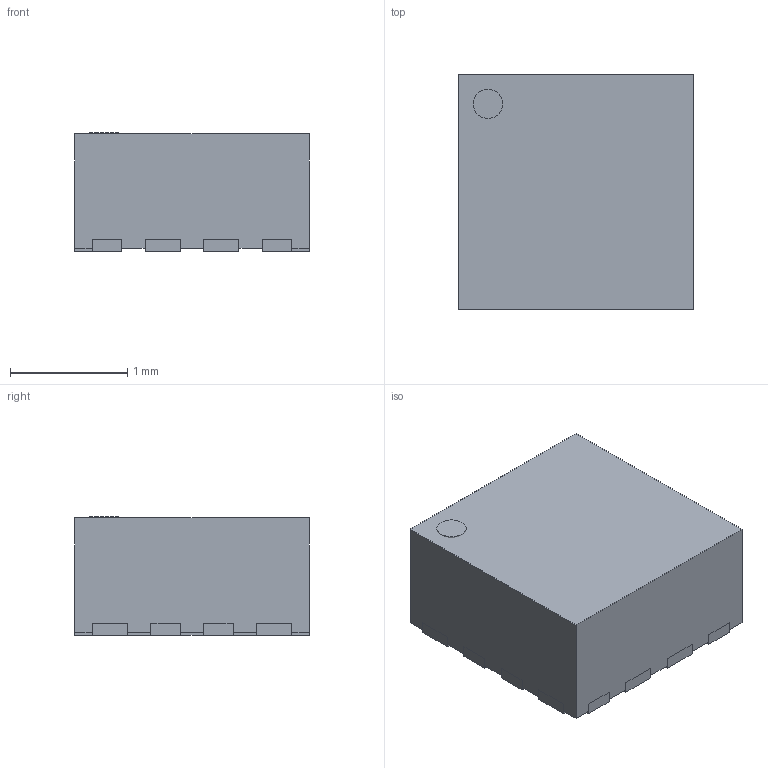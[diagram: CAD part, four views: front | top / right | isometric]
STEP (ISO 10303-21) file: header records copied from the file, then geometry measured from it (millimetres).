
FILE_DESCRIPTION(/* description */ (''),/* implementation_level */ '2;1');
FILE_NAME(/* name */ 'RPW0010A.step',/* time_stamp */ '2025-08-28T19:55:48+02:00',/* author */ (''),/* organization */ (''),/* preprocessor_version */ 'ST-DEVELOPER v20.1',/* originating_system */ 'Autodesk Translation Framework v14.10.0.0',/* authorisation */ '');
FILE_SCHEMA (('AUTOMOTIVE_DESIGN { 1 0 10303 214 3 1 1 }'));
Length unit declared in the file: millimetre
Products named in the file (3): RPW0010A_ASM; FRAME; MOLD
Assembly tree (2 placements, depth 2):
  RPW0010A_ASM
    FRAME
    MOLD
Bounding box: 2 x 2 x 1.01 mm (x, y, z)
Volume: 4 mm3; surface area: 23.3 mm2
Topology: 12 solids, 12 shells, 133 faces, 327 edges, 218 vertices
Faces by surface type: plane 118, cylinder 15
Full cylindrical faces by diameter (mm): 0.25 x1
Entity records: 3992 total; most frequent: CARTESIAN_POINT 683, ORIENTED_EDGE 654, DIRECTION 633, EDGE_CURVE 327, LINE 297, VECTOR 297, VERTEX_POINT 218, AXIS2_PLACEMENT_3D 168
